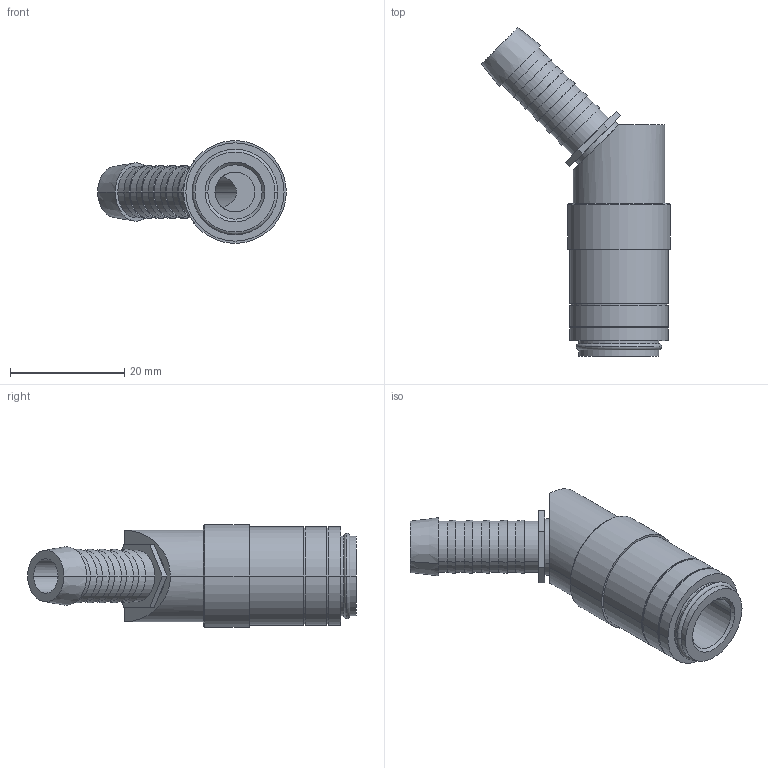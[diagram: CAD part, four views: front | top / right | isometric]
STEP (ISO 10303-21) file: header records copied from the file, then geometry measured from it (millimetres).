
FILE_DESCRIPTION(('STEP AP214'),'1');
FILE_NAME('esdm_9_tl-45ab.stp','2020-04-22T06:12:09',('TraceParts'),('TraceParts S.A.'),'Spatial InterOp 3D',' ',' ');
FILE_SCHEMA(('automotive_design'));
Length unit declared in the file: millimetre
Products named in the file (1): 1
Bounding box: 33.04 x 57.53 x 18 mm (x, y, z)
Volume: 7733.8 mm3; surface area: 4769.4 mm2
Topology: 1 solids, 1 shells, 85 faces, 180 edges, 113 vertices
Faces by surface type: cylinder 38, plane 27, cone 16, torus 4
Entity records: 3104 total; most frequent: CARTESIAN_POINT 477, DIRECTION 454, ORIENTED_EDGE 360, AXIS2_PLACEMENT_3D 190, EDGE_CURVE 180, VERTEX_POINT 113, EDGE_LOOP 103, CIRCLE 98
